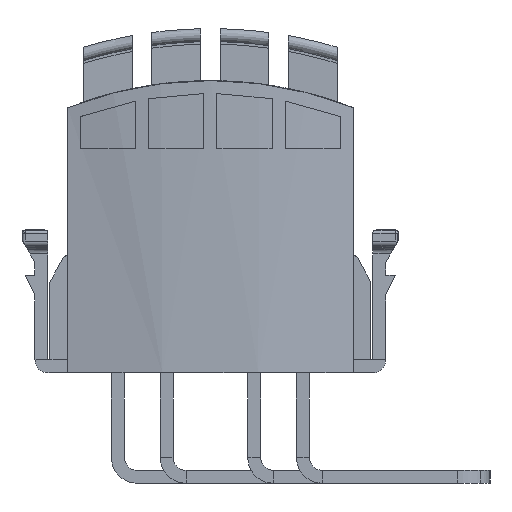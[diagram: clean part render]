
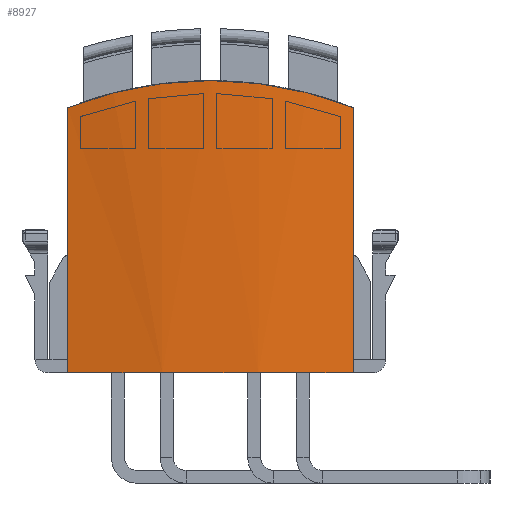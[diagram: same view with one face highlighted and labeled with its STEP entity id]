
A CAD part, left-side view. The second image highlights one B-rep face of the part: STEP entity #8927.
In plain terms, the highlighted cylindrical face has radius 100 mm (diameter 200 mm), a partial arc.
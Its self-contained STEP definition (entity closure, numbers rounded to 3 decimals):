
#8927=ADVANCED_FACE('',(#24430),#24431,.T.);
#24430=FACE_OUTER_BOUND('',#47024,.T.);
#24431=CYLINDRICAL_SURFACE('',#47025,100.0);
#47024=EDGE_LOOP('',(#76499,#76500,#76501,#76502,#76503));
#47025=AXIS2_PLACEMENT_3D('',#76504,#76505,#76506);
#76499=ORIENTED_EDGE('',*,*,#144259,.F.);
#76500=ORIENTED_EDGE('',*,*,#144260,.F.);
#76501=ORIENTED_EDGE('',*,*,#144261,.F.);
#76502=ORIENTED_EDGE('',*,*,#144114,.F.);
#76503=ORIENTED_EDGE('',*,*,#144262,.F.);
#76504=CARTESIAN_POINT('',(100.0,43.05,17.));
#76505=DIRECTION('',(0.,0.,-1.0));
#76506=DIRECTION('',(0.975,0.22,0.));
#144114=EDGE_CURVE('',#175238,#175240,#175241,.T.);
#144259=EDGE_CURVE('',#175528,#175529,#175530,.T.);
#144260=EDGE_CURVE('',#175531,#175528,#175532,.T.);
#144261=EDGE_CURVE('',#175240,#175531,#175533,.T.);
#144262=EDGE_CURVE('',#175529,#175238,#175534,.T.);
#175238=VERTEX_POINT('',#219410);
#175240=VERTEX_POINT('',#219413);
#175241=LINE('',#219414,#219415);
#175528=VERTEX_POINT('',#219845);
#175529=VERTEX_POINT('',#219846);
#175530=LINE('',#219847,#219848);
#175531=VERTEX_POINT('',#219849);
#175532=B_SPLINE_CURVE_WITH_KNOTS('',3,(#219850,#219851,#219852,#219853,#219854,#219855),.UNSPECIFIED.,.F.,.F.,(4,2,4),(0.0,0.5,1.0),.UNSPECIFIED.);
#175533=B_SPLINE_CURVE_WITH_KNOTS('',3,(#219856,#219857,#219858,#219859,#219860,#219861),.UNSPECIFIED.,.F.,.F.,(4,2,4),(0.,0.5,1.0),.UNSPECIFIED.);
#175534=CIRCLE('',#219862,100.0);
#219410=CARTESIAN_POINT('',(2.45,65.05,17.));
#219413=CARTESIAN_POINT('',(2.45,65.05,57.821));
#219414=CARTESIAN_POINT('',(2.45,65.05,17.));
#219415=VECTOR('',#305108,1.0);
#219845=CARTESIAN_POINT('',(2.45,21.05,57.821));
#219846=CARTESIAN_POINT('',(2.45,21.05,17.));
#219847=CARTESIAN_POINT('',(2.45,21.05,17.));
#219848=VECTOR('',#305252,1.0);
#219849=CARTESIAN_POINT('',(0.0,43.05,62.));
#219850=CARTESIAN_POINT('',(0.0,43.05,62.));
#219851=CARTESIAN_POINT('',(0.0,39.235,62.));
#219852=CARTESIAN_POINT('',(0.217,35.494,61.64));
#219853=CARTESIAN_POINT('',(1.047,28.149,60.24));
#219854=CARTESIAN_POINT('',(1.667,24.521,59.189));
#219855=CARTESIAN_POINT('',(2.45,21.05,57.821));
#219856=CARTESIAN_POINT('',(2.45,65.05,57.821));
#219857=CARTESIAN_POINT('',(1.668,61.581,59.188));
#219858=CARTESIAN_POINT('',(1.057,58.012,60.225));
#219859=CARTESIAN_POINT('',(0.222,50.669,61.632));
#219860=CARTESIAN_POINT('',(0.0,46.863,62.));
#219861=CARTESIAN_POINT('',(0.0,43.05,62.));
#219862=AXIS2_PLACEMENT_3D('',#305253,#305254,#305255);
#305108=DIRECTION('',(0.0,0.,1.0));
#305252=DIRECTION('',(0.0,0.,-1.0));
#305253=CARTESIAN_POINT('',(100.0,43.05,17.));
#305254=DIRECTION('',(0.,0.,-1.0));
#305255=DIRECTION('',(-0.975,-0.22,0.));
